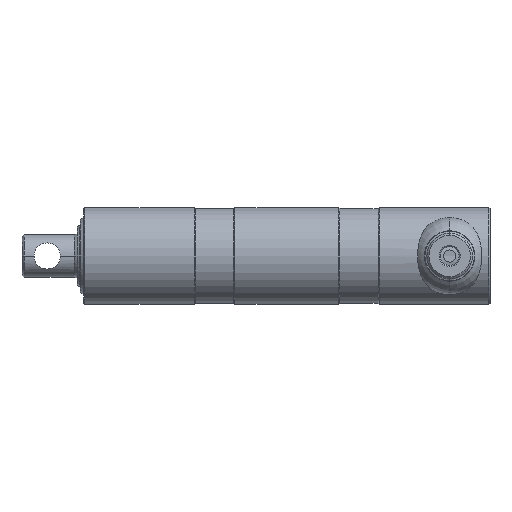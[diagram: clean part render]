
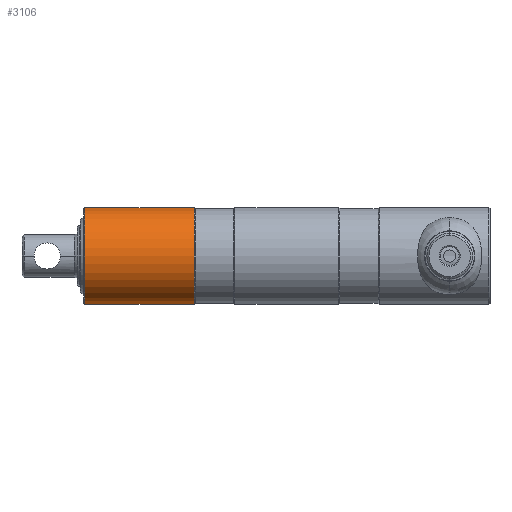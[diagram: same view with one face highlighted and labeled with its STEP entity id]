
A CAD part, left-side view. The second image highlights one B-rep face of the part: STEP entity #3106.
In plain terms, the highlighted cylindrical face has radius 48 mm (diameter 96 mm), a partial arc.
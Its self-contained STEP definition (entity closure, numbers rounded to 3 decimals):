
#48 = CARTESIAN_POINT ( 'NONE',  ( 0., -46.52, -48. ) ) ;
#65 = CIRCLE ( 'NONE', #670, 48. ) ;
#309 = AXIS2_PLACEMENT_3D ( 'NONE', #1964, #1933, #1903 ) ;
#670 = AXIS2_PLACEMENT_3D ( 'NONE', #6180, #5539, #5443 ) ;
#732 = DIRECTION ( 'NONE',  ( 0., -1., 0. ) ) ;
#766 = CARTESIAN_POINT ( 'NONE',  ( 0., 293., 48. ) ) ;
#883 = VECTOR ( 'NONE', #732, 1000. ) ;
#919 = LINE ( 'NONE', #48, #883 ) ;
#1069 = CIRCLE ( 'NONE', #309, 48. ) ;
#1262 = DIRECTION ( 'NONE',  ( 0., 0., -1. ) ) ;
#1289 = EDGE_CURVE ( 'NONE', #2643, #2270, #1069, .T. ) ;
#1554 = EDGE_CURVE ( 'NONE', #2559, #2270, #919, .T. ) ;
#1903 = DIRECTION ( 'NONE',  ( 0., 0., -1. ) ) ;
#1933 = DIRECTION ( 'NONE',  ( 0., -1., 0. ) ) ;
#1949 = CARTESIAN_POINT ( 'NONE',  ( 0., 402., -48. ) ) ;
#1964 = CARTESIAN_POINT ( 'NONE',  ( 0., 293., 0. ) ) ;
#2270 = VERTEX_POINT ( 'NONE', #7539 ) ;
#2272 = EDGE_CURVE ( 'NONE', #2529, #2559, #65, .T. ) ;
#2529 = VERTEX_POINT ( 'NONE', #2824 ) ;
#2559 = VERTEX_POINT ( 'NONE', #1949 ) ;
#2643 = VERTEX_POINT ( 'NONE', #766 ) ;
#2824 = CARTESIAN_POINT ( 'NONE',  ( 0., 402., 48. ) ) ;
#3049 = EDGE_CURVE ( 'NONE', #2529, #2643, #7422, .T. ) ;
#3106 = ADVANCED_FACE ( 'NONE', ( #7191 ), #7116, .T. ) ;
#3877 = AXIS2_PLACEMENT_3D ( 'NONE', #5713, #7892, #1262 ) ;
#4894 = DIRECTION ( 'NONE',  ( 0., -1., 0. ) ) ;
#5443 = DIRECTION ( 'NONE',  ( 0., 0., -1. ) ) ;
#5448 = ORIENTED_EDGE ( 'NONE', *, *, #3049, .F. ) ;
#5476 = ORIENTED_EDGE ( 'NONE', *, *, #2272, .T. ) ;
#5535 = ORIENTED_EDGE ( 'NONE', *, *, #1554, .T. ) ;
#5539 = DIRECTION ( 'NONE',  ( 0., -1., 0. ) ) ;
#5571 = ORIENTED_EDGE ( 'NONE', *, *, #1289, .F. ) ;
#5713 = CARTESIAN_POINT ( 'NONE',  ( 0., -46.52, 0. ) ) ;
#6157 = EDGE_LOOP ( 'NONE', ( #5448, #5476, #5535, #5571 ) ) ;
#6180 = CARTESIAN_POINT ( 'NONE',  ( 0., 402., 0. ) ) ;
#6335 = CARTESIAN_POINT ( 'NONE',  ( 0., -46.52, 48. ) ) ;
#7116 = CYLINDRICAL_SURFACE ( 'NONE', #3877, 48. ) ;
#7191 = FACE_OUTER_BOUND ( 'NONE', #6157, .T. ) ;
#7408 = VECTOR ( 'NONE', #4894, 1000. ) ;
#7422 = LINE ( 'NONE', #6335, #7408 ) ;
#7539 = CARTESIAN_POINT ( 'NONE',  ( 0., 293., -48. ) ) ;
#7892 = DIRECTION ( 'NONE',  ( 0., -1., 0. ) ) ;
